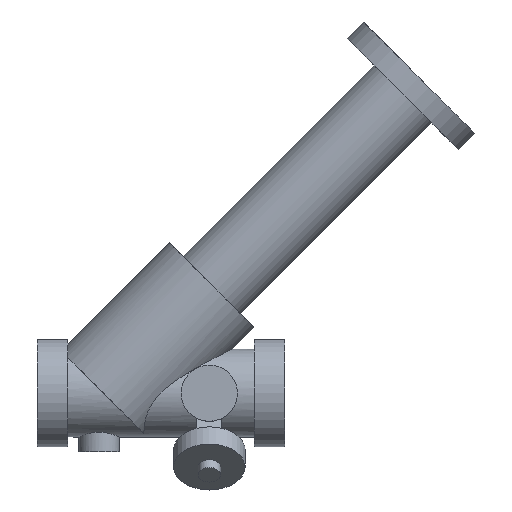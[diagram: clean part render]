
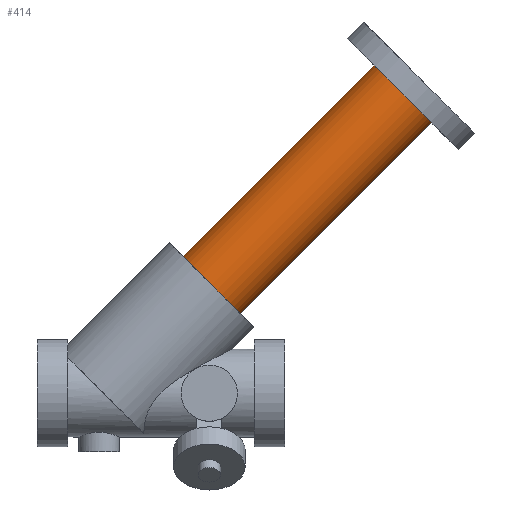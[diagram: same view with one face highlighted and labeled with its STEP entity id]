
A CAD part, front view. The second image highlights one B-rep face of the part: STEP entity #414.
In plain terms, the highlighted cylindrical face has radius 18 mm (diameter 36 mm), a full revolution.
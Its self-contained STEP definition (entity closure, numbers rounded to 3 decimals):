
#114=ORIENTED_EDGE('',*,*,#189,.F.);
#115=ORIENTED_EDGE('',*,*,#188,.T.);
#188=EDGE_CURVE('',#230,#230,#258,.T.);
#189=EDGE_CURVE('',#231,#231,#259,.T.);
#230=VERTEX_POINT('',#807);
#231=VERTEX_POINT('',#810);
#258=CIRCLE('',#477,18.);
#259=CIRCLE('',#479,18.);
#295=EDGE_LOOP('',(#114));
#296=EDGE_LOOP('',(#115));
#354=FACE_BOUND('',#295,.T.);
#355=FACE_BOUND('',#296,.T.);
#394=CYLINDRICAL_SURFACE('',#478,18.);
#414=ADVANCED_FACE('',(#354,#355),#394,.T.);
#477=AXIS2_PLACEMENT_3D('',#806,#574,#575);
#478=AXIS2_PLACEMENT_3D('',#808,#576,#577);
#479=AXIS2_PLACEMENT_3D('',#809,#578,#579);
#574=DIRECTION('',(0.707,0.,0.707));
#575=DIRECTION('',(0.707,0.,-0.707));
#576=DIRECTION('',(-0.707,0.,-0.707));
#577=DIRECTION('',(-0.707,0.,0.707));
#578=DIRECTION('',(0.707,0.,0.707));
#579=DIRECTION('',(0.707,0.,-0.707));
#806=CARTESIAN_POINT('',(22.583,0.,48.083));
#807=CARTESIAN_POINT('',(35.311,0.,35.355));
#808=CARTESIAN_POINT('',(107.539,0.,133.039));
#809=CARTESIAN_POINT('',(107.539,0.,133.039));
#810=CARTESIAN_POINT('',(120.267,0.,120.311));
